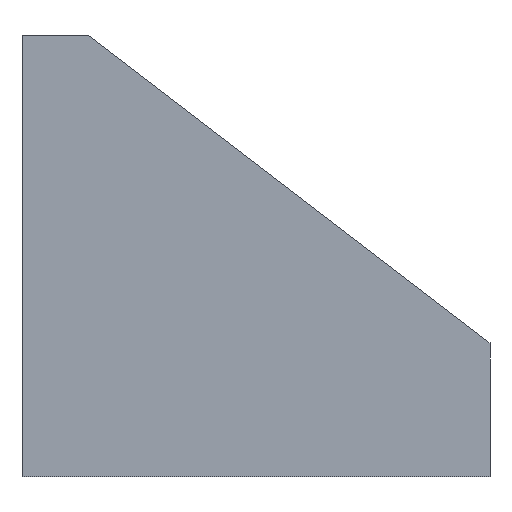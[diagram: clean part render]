
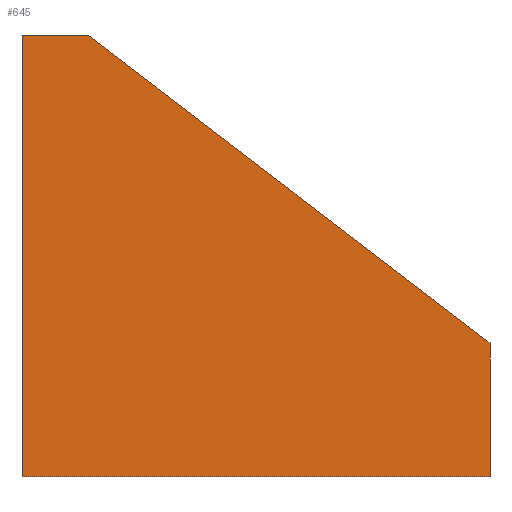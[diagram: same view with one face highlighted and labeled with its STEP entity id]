
A CAD part, front view. The second image highlights one B-rep face of the part: STEP entity #645.
In plain terms, the highlighted planar face has unit normal (0, -1, 0).
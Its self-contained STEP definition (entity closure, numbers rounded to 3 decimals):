
#73=FACE_OUTER_BOUND('',#105,.T.);
#105=EDGE_LOOP('',(#496,#497,#498,#499,#500));
#157=LINE('',#991,#227);
#168=LINE('',#1013,#238);
#170=LINE('',#1017,#240);
#171=LINE('',#1019,#241);
#172=LINE('',#1020,#242);
#227=VECTOR('',#817,10.);
#238=VECTOR('',#834,10.);
#240=VECTOR('',#838,10.);
#241=VECTOR('',#839,10.);
#242=VECTOR('',#840,10.);
#305=VERTEX_POINT('',#988);
#306=VERTEX_POINT('',#990);
#314=VERTEX_POINT('',#1012);
#315=VERTEX_POINT('',#1016);
#316=VERTEX_POINT('',#1018);
#377=EDGE_CURVE('',#306,#305,#157,.T.);
#388=EDGE_CURVE('',#314,#306,#168,.T.);
#390=EDGE_CURVE('',#315,#305,#170,.T.);
#391=EDGE_CURVE('',#316,#315,#171,.T.);
#392=EDGE_CURVE('',#316,#314,#172,.T.);
#496=ORIENTED_EDGE('',*,*,#377,.T.);
#497=ORIENTED_EDGE('',*,*,#390,.F.);
#498=ORIENTED_EDGE('',*,*,#391,.F.);
#499=ORIENTED_EDGE('',*,*,#392,.T.);
#500=ORIENTED_EDGE('',*,*,#388,.T.);
#613=PLANE('',#711);
#645=ADVANCED_FACE('',(#73),#613,.T.);
#711=AXIS2_PLACEMENT_3D('',#1015,#836,#837);
#817=DIRECTION('',(-0.794,0.,0.608));
#834=DIRECTION('',(0.,0.,1.));
#836=DIRECTION('center_axis',(0.,-1.,0.));
#837=DIRECTION('ref_axis',(1.,0.,0.));
#838=DIRECTION('',(1.,0.,0.));
#839=DIRECTION('',(0.,0.,1.));
#840=DIRECTION('',(1.,0.,0.));
#988=CARTESIAN_POINT('',(5.,0.,33.));
#990=CARTESIAN_POINT('',(35.,0.,10.));
#991=CARTESIAN_POINT('',(26.393,0.,16.599));
#1012=CARTESIAN_POINT('',(35.,0.,0.));
#1013=CARTESIAN_POINT('',(35.,0.,0.));
#1015=CARTESIAN_POINT('Origin',(0.,0.,0.));
#1016=CARTESIAN_POINT('',(0.,0.,33.));
#1017=CARTESIAN_POINT('',(0.,0.,33.));
#1018=CARTESIAN_POINT('',(0.,0.,0.));
#1019=CARTESIAN_POINT('',(0.,0.,0.));
#1020=CARTESIAN_POINT('',(0.,0.,0.));
